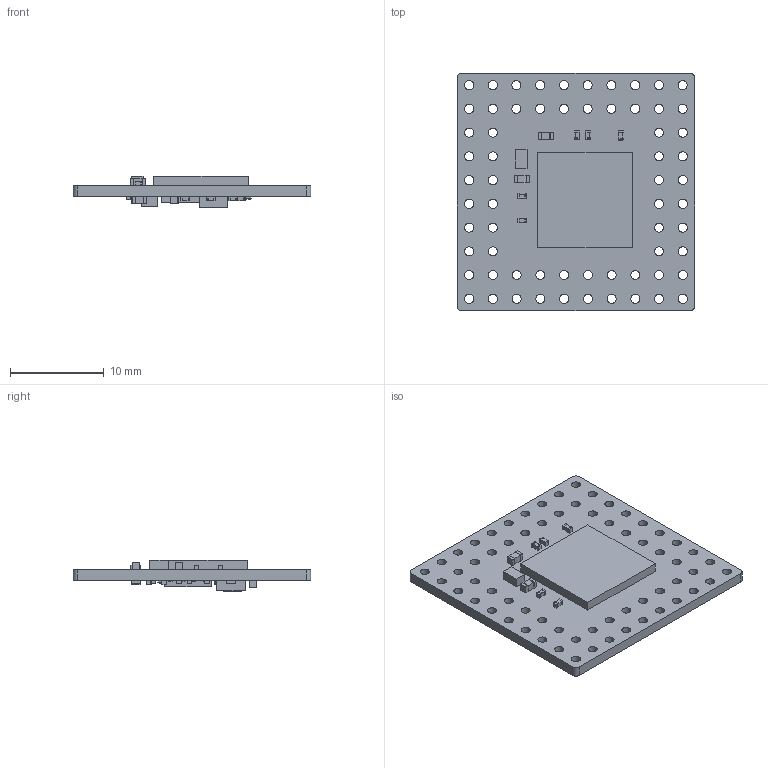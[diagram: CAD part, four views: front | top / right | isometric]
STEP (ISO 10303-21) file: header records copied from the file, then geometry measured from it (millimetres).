
FILE_DESCRIPTION(('Open CASCADE Model'),'2;1');
FILE_NAME('Open CASCADE Shape Model','2025-01-08T17:14:29',('Author'),( 'Open CASCADE'),'Open CASCADE STEP processor 6.8','Open CASCADE 6.8' ,'Unknown');
FILE_SCHEMA(('AUTOMOTIVE_DESIGN { 1 0 10303 214 1 1 1 1 }'));
Length unit declared in the file: millimetre
Products named in the file (53): PCB; Board; Open CASCADE STEP translator 6.8 1.1.1; RPU1; 8723980432; Extruded; CY1; 8570923840; 8570915920; UF; 8176021344; U3; User_Library-WSON_6x5mm_RGB8421504; U1; 8177531312; RPC2; User_Library-C0603-2; RPC1; RP1; User_Library-CR1005-0402; R7; R6; R4; R3; R2; R1; L1; 8570932240; CJ2; User_Library-C0402-1; CJ1; CF1; CC4; CC3; CC2; CC1; C18; C11; C10; C9 ...
Assembly tree (77 placements, depth 4):
  PCB
    Board
      Open CASCADE STEP translator 6.8 1.1.1
    RPU1
      8723980432
        Extruded
    CY1
      8570923840
        Extruded
      8570915920
        Extruded
    UF
      8176021344
        Extruded
    U3
      User_Library-WSON_6x5mm_RGB8421504
    U1
      8177531312
        Extruded
    RPC2
      User_Library-C0603-2
    RPC1
      User_Library-C0603-2
    RP1
      User_Library-CR1005-0402
    R7
      User_Library-CR1005-0402
    R6
      User_Library-CR1005-0402
    R4
      User_Library-CR1005-0402
    R3
      User_Library-CR1005-0402
    R2
      User_Library-CR1005-0402
    R1
      User_Library-CR1005-0402
    L1
      8570932240
        Extruded
    CJ2
      User_Library-C0402-1
    CJ1
      User_Library-C0402-1
    CF1
      User_Library-C0402-1
    CC4
      User_Library-C0402-1
    CC3
      User_Library-C0402-1
    CC2
      User_Library-C0402-1
    CC1
      User_Library-C0603-2
    C18
      User_Library-C0402-1
    C11
      User_Library-C0402-1
    C10
      User_Library-C0402-1
Bounding box: 25.4 x 25.4 x 3.32 mm (x, y, z)
Volume: 822.7 mm3; surface area: 2064.9 mm2
Topology: 67 solids, 67 shells, 2028 faces, 4538 edges, 2454 vertices
Faces by surface type: plane 710, cylinder 676, sphere 370, bspline 272
Full cylindrical faces by diameter (mm): 0.966 x64
Entity records: 14617 total; most frequent: CARTESIAN_POINT 2244, DIRECTION 2198, ORIENTED_EDGE 1884, EDGE_CURVE 942, AXIS2_PLACEMENT_3D 806, VERTEX_POINT 590, LINE 586, VECTOR 586
